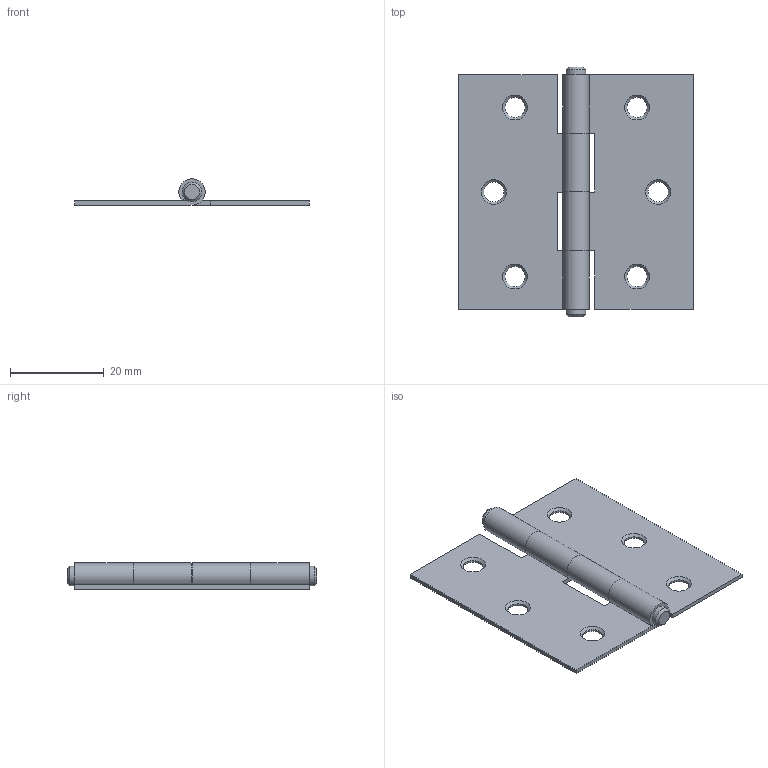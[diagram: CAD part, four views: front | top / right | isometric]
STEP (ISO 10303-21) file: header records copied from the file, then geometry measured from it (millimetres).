
FILE_DESCRIPTION (( 'STEP AP203' ), '1' );
FILE_NAME ('451-13.step', '2021-11-25T13:16:23', ( '' ), ( '' ), 'SwSTEP 2.0', 'SolidWorks 2018', '' );
FILE_SCHEMA (( 'CONFIG_CONTROL_DESIGN' ));
Length unit declared in the file: millimetre
Products named in the file (7): 451-13 Teil2; 451-13; 451-13 Teil1; 451-13 Teil3
Assembly tree (3 placements, depth 2):
  451-13
    451-13 Teil1
    451-13 Teil2
    451-13 Teil3
  451-13 Teil1
  451-13 Teil2
  451-13 Teil3
Bounding box: 50 x 53.1 x 5.6 mm (x, y, z)
Volume: 3159.5 mm3; surface area: 6787 mm2
Topology: 3 solids, 3 shells, 233 faces, 620 edges, 413 vertices
Faces by surface type: plane 138, bspline 70, cylinder 17, cone 8
Full cylindrical faces by diameter (mm): 3.8 x1, 4.2 x2, 4.3 x6
Entity records: 11112 total; most frequent: CARTESIAN_POINT 5200, ORIENTED_EDGE 1192, DIRECTION 838, EDGE_CURVE 596, VECTOR 414, LINE 414, VERTEX_POINT 406, EDGE_LOOP 282
